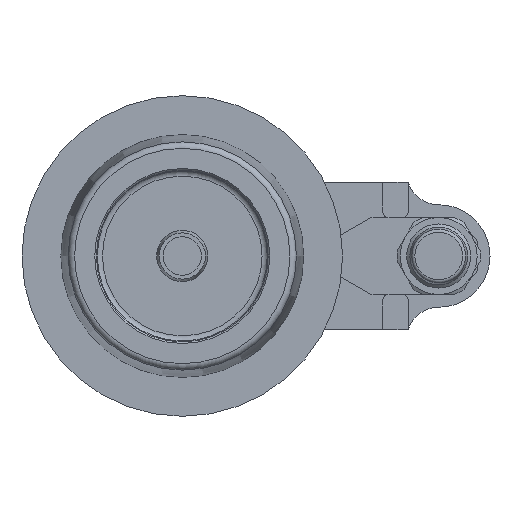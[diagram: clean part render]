
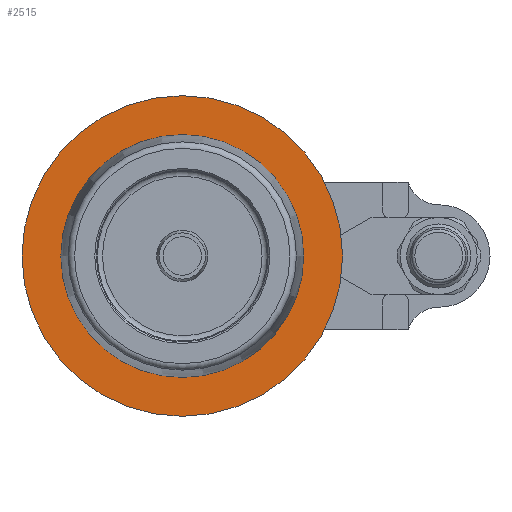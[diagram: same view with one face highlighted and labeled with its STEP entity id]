
A CAD part, left-side view. The second image highlights one B-rep face of the part: STEP entity #2515.
In plain terms, the highlighted planar face has unit normal (-1, 0, 0).
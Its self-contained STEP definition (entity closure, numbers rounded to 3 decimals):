
#37=FACE_BOUND('',#563,.T.);
#261=CIRCLE('',#2824,37.65);
#262=CIRCLE('',#2825,37.65);
#263=CIRCLE('',#2827,50.);
#264=CIRCLE('',#2828,50.);
#417=FACE_OUTER_BOUND('',#562,.T.);
#562=EDGE_LOOP('',(#2223,#2224));
#563=EDGE_LOOP('',(#2225,#2226));
#1156=VERTEX_POINT('',#4446);
#1157=VERTEX_POINT('',#4447);
#1158=VERTEX_POINT('',#4452);
#1159=VERTEX_POINT('',#4453);
#1523=EDGE_CURVE('',#1156,#1157,#261,.T.);
#1524=EDGE_CURVE('',#1157,#1156,#262,.T.);
#1526=EDGE_CURVE('',#1158,#1159,#263,.T.);
#1527=EDGE_CURVE('',#1159,#1158,#264,.T.);
#2223=ORIENTED_EDGE('',*,*,#1526,.F.);
#2224=ORIENTED_EDGE('',*,*,#1527,.F.);
#2225=ORIENTED_EDGE('',*,*,#1523,.T.);
#2226=ORIENTED_EDGE('',*,*,#1524,.T.);
#2394=PLANE('',#2826);
#2515=ADVANCED_FACE('',(#417,#37),#2394,.T.);
#2824=AXIS2_PLACEMENT_3D('',#4448,#3575,#3576);
#2825=AXIS2_PLACEMENT_3D('',#4449,#3577,#3578);
#2826=AXIS2_PLACEMENT_3D('',#4451,#3580,#3581);
#2827=AXIS2_PLACEMENT_3D('',#4454,#3582,#3583);
#2828=AXIS2_PLACEMENT_3D('',#4455,#3584,#3585);
#3575=DIRECTION('center_axis',(1.,0.,0.));
#3576=DIRECTION('ref_axis',(0.,0.,-1.));
#3577=DIRECTION('center_axis',(1.,0.,0.));
#3578=DIRECTION('ref_axis',(0.,0.,-1.));
#3580=DIRECTION('center_axis',(-1.,0.,0.));
#3581=DIRECTION('ref_axis',(0.,0.,1.));
#3582=DIRECTION('center_axis',(1.,0.,0.));
#3583=DIRECTION('ref_axis',(0.,0.,-1.));
#3584=DIRECTION('center_axis',(1.,0.,0.));
#3585=DIRECTION('ref_axis',(0.,0.,-1.));
#4446=CARTESIAN_POINT('',(0.,37.65,0.));
#4447=CARTESIAN_POINT('',(0.,-37.65,0.));
#4448=CARTESIAN_POINT('Origin',(0.,0.,
0.));
#4449=CARTESIAN_POINT('Origin',(0.,0.,
0.));
#4451=CARTESIAN_POINT('Origin',(0.,50.,
0.));
#4452=CARTESIAN_POINT('',(0.,50.,0.));
#4453=CARTESIAN_POINT('',(0.,-50.,0.));
#4454=CARTESIAN_POINT('Origin',(0.,0.,
0.));
#4455=CARTESIAN_POINT('Origin',(0.,0.,
0.));
